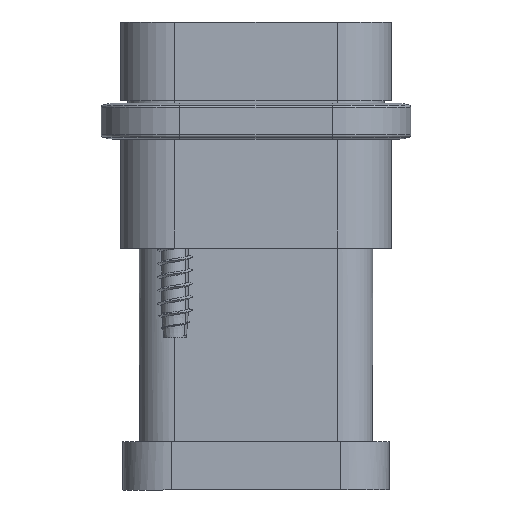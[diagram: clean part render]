
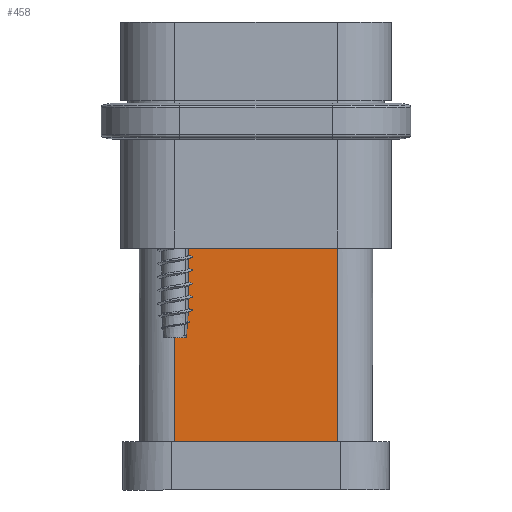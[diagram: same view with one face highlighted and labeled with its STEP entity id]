
A CAD part, front view. The second image highlights one B-rep face of the part: STEP entity #458.
In plain terms, the highlighted planar face has unit normal (0, -1, 0).
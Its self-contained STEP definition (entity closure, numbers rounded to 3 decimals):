
#438=AXIS2_PLACEMENT_3D('Plane Axis2P3D',#435,#436,#437) ;
#145=CARTESIAN_POINT('Vertex',(6.05,11.5,20.)) ;
#148=CARTESIAN_POINT('Line Origine',(12.8,11.5,20.)) ;
#152=CARTESIAN_POINT('Vertex',(19.55,11.5,20.)) ;
#418=CARTESIAN_POINT('Vertex',(6.05,11.5,4.)) ;
#421=CARTESIAN_POINT('Line Origine',(6.05,11.5,12.69)) ;
#435=CARTESIAN_POINT('Axis2P3D Location',(12.8,11.5,4.)) ;
#440=CARTESIAN_POINT('Line Origine',(12.8,11.5,4.)) ;
#444=CARTESIAN_POINT('Vertex',(19.55,11.5,4.)) ;
#447=CARTESIAN_POINT('Line Origine',(19.55,11.5,12.)) ;
#149=DIRECTION('Vector Direction',(-1.,0.,0.)) ;
#422=DIRECTION('Vector Direction',(0.,0.,1.)) ;
#436=DIRECTION('Axis2P3D Direction',(0.,1.,0.)) ;
#437=DIRECTION('Axis2P3D XDirection',(0.,0.,1.)) ;
#441=DIRECTION('Vector Direction',(1.,0.,0.)) ;
#448=DIRECTION('Vector Direction',(0.,0.,1.)) ;
#150=VECTOR('Line Direction',#149,1.) ;
#423=VECTOR('Line Direction',#422,1.) ;
#442=VECTOR('Line Direction',#441,1.) ;
#449=VECTOR('Line Direction',#448,1.) ;
#453=ORIENTED_EDGE('',*,*,#446,.T.) ;
#454=ORIENTED_EDGE('',*,*,#451,.T.) ;
#455=ORIENTED_EDGE('',*,*,#154,.T.) ;
#456=ORIENTED_EDGE('',*,*,#425,.F.) ;
#458=ADVANCED_FACE('Hauptk\X2\00F6\X0\rper',(#457),#439,.F.) ;
#154=EDGE_CURVE('',#153,#146,#151,.T.) ;
#425=EDGE_CURVE('',#419,#146,#424,.T.) ;
#446=EDGE_CURVE('',#419,#445,#443,.T.) ;
#451=EDGE_CURVE('',#445,#153,#450,.T.) ;
#452=EDGE_LOOP('',(#453,#454,#455,#456)) ;
#457=FACE_OUTER_BOUND('',#452,.T.) ;
#151=LINE('Line',#148,#150) ;
#424=LINE('Line',#421,#423) ;
#443=LINE('Line',#440,#442) ;
#450=LINE('Line',#447,#449) ;
#439=PLANE('',#438) ;
#146=VERTEX_POINT('',#145) ;
#153=VERTEX_POINT('',#152) ;
#419=VERTEX_POINT('',#418) ;
#445=VERTEX_POINT('',#444) ;
